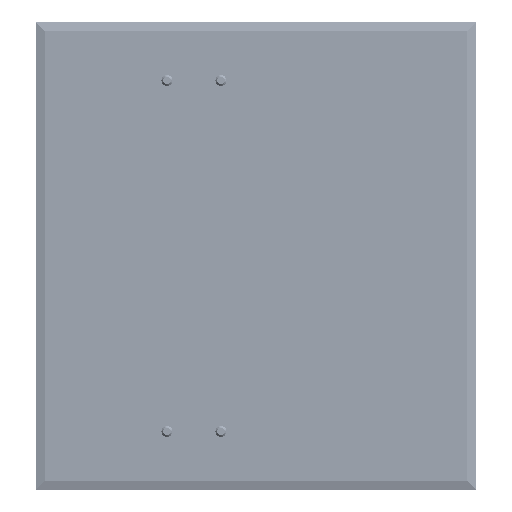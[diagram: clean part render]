
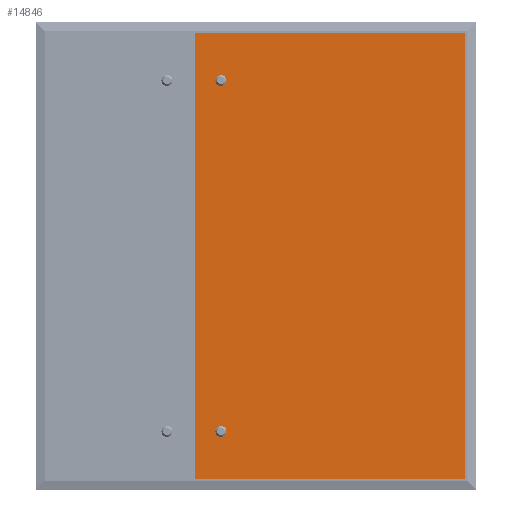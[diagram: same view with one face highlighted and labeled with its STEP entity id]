
A CAD part, top view. The second image highlights one B-rep face of the part: STEP entity #14846.
In plain terms, the highlighted planar face has unit normal (0, 0, 1).
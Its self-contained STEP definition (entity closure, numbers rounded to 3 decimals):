
#686 = CIRCLE ( 'NONE', #21887, 11.5 ) ;
#924 = CARTESIAN_POINT ( 'NONE',  ( -216.5, 367.5, 0. ) ) ;
#1260 = EDGE_CURVE ( 'NONE', #41210, #1266, #34367, .T. ) ;
#1266 = VERTEX_POINT ( 'NONE', #924 ) ;
#1784 = EDGE_CURVE ( 'NONE', #15080, #43846, #7088, .T. ) ;
#2208 = AXIS2_PLACEMENT_3D ( 'NONE', #4310, #31606, #39468 ) ;
#3206 = CARTESIAN_POINT ( 'NONE',  ( -283., 467.5, 0. ) ) ;
#3646 = EDGE_CURVE ( 'NONE', #1266, #41210, #4831, .T. ) ;
#4009 = ORIENTED_EDGE ( 'NONE', *, *, #3646, .F. ) ;
#4310 = CARTESIAN_POINT ( 'NONE',  ( -228., 367.5, 0. ) ) ;
#4831 = CIRCLE ( 'NONE', #30540, 11.5 ) ;
#5075 = FACE_BOUND ( 'NONE', #15023, .T. ) ;
#6828 = VERTEX_POINT ( 'NONE', #10021 ) ;
#7088 = LINE ( 'NONE', #31256, #11951 ) ;
#7345 = VECTOR ( 'NONE', #37954, 1000. ) ;
#8342 = EDGE_CURVE ( 'NONE', #17663, #15439, #10718, .T. ) ;
#8361 = VECTOR ( 'NONE', #23806, 1000. ) ;
#8892 = ORIENTED_EDGE ( 'NONE', *, *, #1784, .T. ) ;
#9175 = CARTESIAN_POINT ( 'NONE',  ( -228., 367.5, 0. ) ) ;
#10021 = CARTESIAN_POINT ( 'NONE',  ( -283., -467.5, 0. ) ) ;
#10411 = CARTESIAN_POINT ( 'NONE',  ( -283., 467.5, 0. ) ) ;
#10419 = CARTESIAN_POINT ( 'NONE',  ( -239.5, -367.5, 0. ) ) ;
#10718 = CIRCLE ( 'NONE', #15915, 11.5 ) ;
#10841 = CARTESIAN_POINT ( 'NONE',  ( 0., 0., 0. ) ) ;
#10995 = DIRECTION ( 'NONE',  ( 0., 0., 1. ) ) ;
#11951 = VECTOR ( 'NONE', #14183, 1000. ) ;
#12075 = LINE ( 'NONE', #39321, #31746 ) ;
#12840 = CARTESIAN_POINT ( 'NONE',  ( -228., -367.5, 0. ) ) ;
#13520 = CARTESIAN_POINT ( 'NONE',  ( 283., -467.5, 0. ) ) ;
#14183 = DIRECTION ( 'NONE',  ( 0., 1., 0. ) ) ;
#14846 = ADVANCED_FACE ( 'NONE', ( #5075, #20090, #24872 ), #24457, .T. ) ;
#14946 = ORIENTED_EDGE ( 'NONE', *, *, #41792, .T. ) ;
#15023 = EDGE_LOOP ( 'NONE', ( #38809, #39138 ) ) ;
#15080 = VERTEX_POINT ( 'NONE', #13520 ) ;
#15282 = ORIENTED_EDGE ( 'NONE', *, *, #42616, .T. ) ;
#15439 = VERTEX_POINT ( 'NONE', #15562 ) ;
#15562 = CARTESIAN_POINT ( 'NONE',  ( -216.5, -367.5, 0. ) ) ;
#15820 = DIRECTION ( 'NONE',  ( 1., 0., 0. ) ) ;
#15915 = AXIS2_PLACEMENT_3D ( 'NONE', #12840, #43636, #15820 ) ;
#17663 = VERTEX_POINT ( 'NONE', #10419 ) ;
#18752 = DIRECTION ( 'NONE',  ( 0., 0., -1. ) ) ;
#18772 = DIRECTION ( 'NONE',  ( 1., 0., 0. ) ) ;
#19211 = EDGE_LOOP ( 'NONE', ( #4009, #25947 ) ) ;
#20090 = FACE_BOUND ( 'NONE', #19211, .T. ) ;
#21191 = CARTESIAN_POINT ( 'NONE',  ( -283., 467.5, 0. ) ) ;
#21730 = EDGE_CURVE ( 'NONE', #43846, #24438, #29780, .T. ) ;
#21887 = AXIS2_PLACEMENT_3D ( 'NONE', #25458, #18752, #33136 ) ;
#23806 = DIRECTION ( 'NONE',  ( 0., -1., 0. ) ) ;
#24438 = VERTEX_POINT ( 'NONE', #21191 ) ;
#24457 = PLANE ( 'NONE',  #38037 ) ;
#24872 = FACE_OUTER_BOUND ( 'NONE', #27479, .T. ) ;
#25047 = DIRECTION ( 'NONE',  ( 1., 0., 0. ) ) ;
#25458 = CARTESIAN_POINT ( 'NONE',  ( -228., -367.5, 0. ) ) ;
#25947 = ORIENTED_EDGE ( 'NONE', *, *, #1260, .F. ) ;
#27407 = CARTESIAN_POINT ( 'NONE',  ( -239.5, 367.5, 0. ) ) ;
#27479 = EDGE_LOOP ( 'NONE', ( #14946, #15282, #8892, #40688 ) ) ;
#29780 = LINE ( 'NONE', #10411, #7345 ) ;
#30540 = AXIS2_PLACEMENT_3D ( 'NONE', #9175, #39129, #18772 ) ;
#31256 = CARTESIAN_POINT ( 'NONE',  ( 283., 467.5, 0. ) ) ;
#31606 = DIRECTION ( 'NONE',  ( 0., 0., 1. ) ) ;
#31746 = VECTOR ( 'NONE', #31900, 1000. ) ;
#31900 = DIRECTION ( 'NONE',  ( 1., 0., 0. ) ) ;
#32403 = EDGE_CURVE ( 'NONE', #15439, #17663, #686, .T. ) ;
#33136 = DIRECTION ( 'NONE',  ( 1., 0., 0. ) ) ;
#34367 = CIRCLE ( 'NONE', #2208, 11.5 ) ;
#35574 = LINE ( 'NONE', #3206, #8361 ) ;
#37394 = CARTESIAN_POINT ( 'NONE',  ( 283., 467.5, 0. ) ) ;
#37954 = DIRECTION ( 'NONE',  ( -1., 0., 0. ) ) ;
#38037 = AXIS2_PLACEMENT_3D ( 'NONE', #10841, #10995, #25047 ) ;
#38809 = ORIENTED_EDGE ( 'NONE', *, *, #32403, .T. ) ;
#39129 = DIRECTION ( 'NONE',  ( 0., 0., 1. ) ) ;
#39138 = ORIENTED_EDGE ( 'NONE', *, *, #8342, .T. ) ;
#39321 = CARTESIAN_POINT ( 'NONE',  ( -283., -467.5, 0. ) ) ;
#39468 = DIRECTION ( 'NONE',  ( 1., 0., 0. ) ) ;
#40688 = ORIENTED_EDGE ( 'NONE', *, *, #21730, .T. ) ;
#41210 = VERTEX_POINT ( 'NONE', #27407 ) ;
#41792 = EDGE_CURVE ( 'NONE', #24438, #6828, #35574, .T. ) ;
#42616 = EDGE_CURVE ( 'NONE', #6828, #15080, #12075, .T. ) ;
#43636 = DIRECTION ( 'NONE',  ( 0., 0., -1. ) ) ;
#43846 = VERTEX_POINT ( 'NONE', #37394 ) ;
